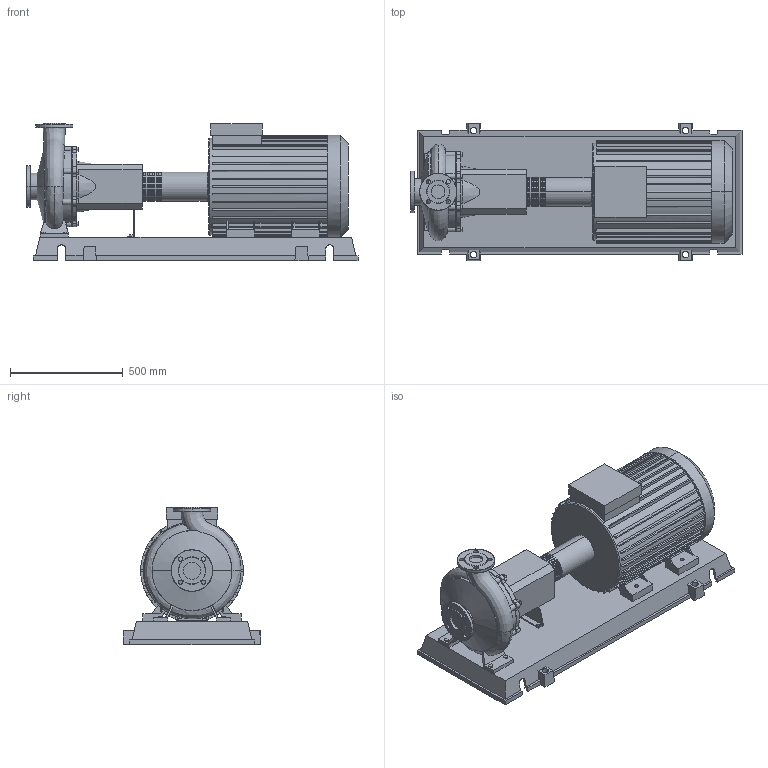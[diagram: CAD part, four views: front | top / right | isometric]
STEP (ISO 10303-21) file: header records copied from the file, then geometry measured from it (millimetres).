
FILE_DESCRIPTION((''),'2;1');
FILE_NAME('3d_NL50_315-45-2-12-4109129.stp','2015-03-03T07:12:58',(''),(''),'Mechanical Desktop 2009','Mechanical Desktop 2009',', , ');
FILE_SCHEMA(('CONFIG_CONTROL_DESIGN'));
Length unit declared in the file: millimetre
Products named in the file (1): Product
Bounding box: 1472.5 x 610 x 608 mm (x, y, z)
Volume: 144383015.5 mm3; surface area: 5343798.4 mm2
Topology: 11 solids, 11 shells, 850 faces, 2232 edges, 1470 vertices
Faces by surface type: plane 436, cylinder 202, bspline 196, cone 10, torus 6
Entity records: 30893 total; most frequent: CARTESIAN_POINT 9940, ORIENTED_EDGE 4466, DIRECTION 4135, EDGE_CURVE 2233, VERTEX_POINT 1467, VECTOR 1399, LINE 1399, AXIS2_PLACEMENT_3D 1368
